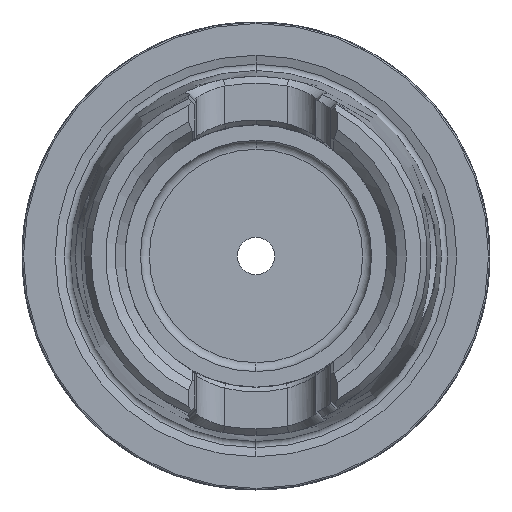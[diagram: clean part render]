
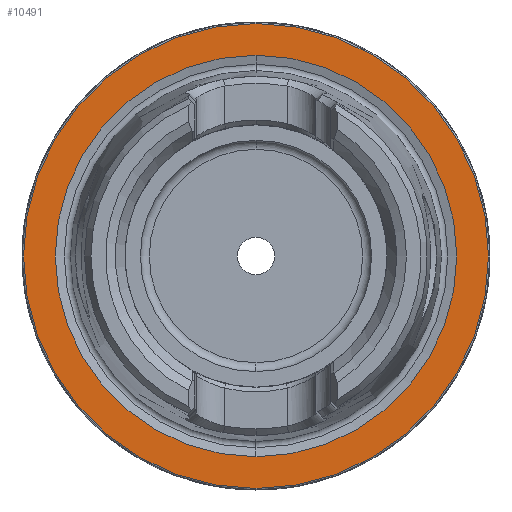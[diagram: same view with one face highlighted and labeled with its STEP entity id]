
A CAD part, left-side view. The second image highlights one B-rep face of the part: STEP entity #10491.
In plain terms, the highlighted planar face has unit normal (-1, 0, 0).
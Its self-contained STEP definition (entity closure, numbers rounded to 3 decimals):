
#352 = DIRECTION ( 'NONE',  ( 0., 0., 1. ) ) ;
#429 = DIRECTION ( 'NONE',  ( -1., 0., 0. ) ) ;
#463 = CARTESIAN_POINT ( 'NONE',  ( 0., 0., 0. ) ) ;
#891 = VERTEX_POINT ( 'NONE', #8810 ) ;
#902 = CARTESIAN_POINT ( 'NONE',  ( 0., 0., -27. ) ) ;
#979 = DIRECTION ( 'NONE',  ( 0., 0., -1. ) ) ;
#984 = DIRECTION ( 'NONE',  ( 1., 0., 0. ) ) ;
#1012 = CARTESIAN_POINT ( 'NONE',  ( 0., 31.275, 0. ) ) ;
#1136 = PLANE ( 'NONE',  #7855 ) ;
#1157 = FACE_OUTER_BOUND ( 'NONE', #6431, .T. ) ;
#1359 = FACE_BOUND ( 'NONE', #11137, .T. ) ;
#2029 = CARTESIAN_POINT ( 'NONE',  ( 0., 0., 0. ) ) ;
#2584 = ORIENTED_EDGE ( 'NONE', *, *, #12498, .T. ) ;
#2890 = CIRCLE ( 'NONE', #7267, 31.275 ) ;
#3036 = DIRECTION ( 'NONE',  ( 0., 0., 1. ) ) ;
#3431 = DIRECTION ( 'NONE',  ( 0., 0., 1. ) ) ;
#3476 = DIRECTION ( 'NONE',  ( -1., 0., 0. ) ) ;
#3512 = CARTESIAN_POINT ( 'NONE',  ( 0., 0., 0. ) ) ;
#3699 = AXIS2_PLACEMENT_3D ( 'NONE', #2029, #9230, #3036 ) ;
#4703 = ORIENTED_EDGE ( 'NONE', *, *, #11685, .F. ) ;
#5189 = CIRCLE ( 'NONE', #3699, 31.275 ) ;
#5319 = ORIENTED_EDGE ( 'NONE', *, *, #12057, .F. ) ;
#5447 = CIRCLE ( 'NONE', #6604, 27. ) ;
#5888 = ORIENTED_EDGE ( 'NONE', *, *, #11434, .T. ) ;
#6431 = EDGE_LOOP ( 'NONE', ( #2584, #5888 ) ) ;
#6604 = AXIS2_PLACEMENT_3D ( 'NONE', #3512, #3476, #3431 ) ;
#6992 = AXIS2_PLACEMENT_3D ( 'NONE', #11764, #11745, #11720 ) ;
#7267 = AXIS2_PLACEMENT_3D ( 'NONE', #463, #429, #352 ) ;
#7855 = AXIS2_PLACEMENT_3D ( 'NONE', #1012, #984, #979 ) ;
#8810 = CARTESIAN_POINT ( 'NONE',  ( 0., 0., 27. ) ) ;
#9230 = DIRECTION ( 'NONE',  ( -1., 0., 0. ) ) ;
#9588 = VERTEX_POINT ( 'NONE', #11181 ) ;
#9757 = VERTEX_POINT ( 'NONE', #12012 ) ;
#10491 = ADVANCED_FACE ( 'NONE', ( #1359, #1157 ), #1136, .F. ) ;
#10501 = VERTEX_POINT ( 'NONE', #902 ) ;
#11137 = EDGE_LOOP ( 'NONE', ( #4703, #5319 ) ) ;
#11181 = CARTESIAN_POINT ( 'NONE',  ( 0., 0., 31.275 ) ) ;
#11434 = EDGE_CURVE ( 'NONE', #9757, #9588, #2890, .T. ) ;
#11685 = EDGE_CURVE ( 'NONE', #891, #10501, #12639, .T. ) ;
#11720 = DIRECTION ( 'NONE',  ( 0., 0., 1. ) ) ;
#11745 = DIRECTION ( 'NONE',  ( -1., 0., 0. ) ) ;
#11764 = CARTESIAN_POINT ( 'NONE',  ( 0., 0., 0. ) ) ;
#12012 = CARTESIAN_POINT ( 'NONE',  ( 0., 0., -31.275 ) ) ;
#12057 = EDGE_CURVE ( 'NONE', #10501, #891, #5447, .T. ) ;
#12498 = EDGE_CURVE ( 'NONE', #9588, #9757, #5189, .T. ) ;
#12639 = CIRCLE ( 'NONE', #6992, 27. ) ;
